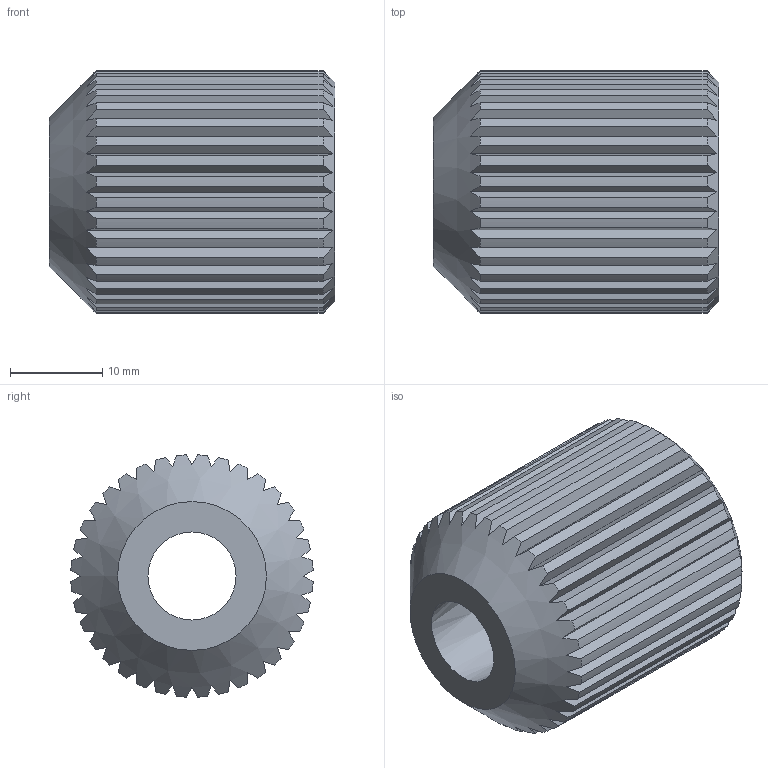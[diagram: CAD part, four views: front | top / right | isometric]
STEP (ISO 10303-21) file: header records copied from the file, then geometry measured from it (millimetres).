
FILE_DESCRIPTION(/* description */ (''),/* implementation_level */ '2;1');
FILE_NAME(/* name */ 'tapered_nut.step',/* time_stamp */ '2021-05-17T15:08:25-07:00',/* author */ (''),/* organization */ (''),/* preprocessor_version */ 'ST-DEVELOPER v18.1',/* originating_system */ 'Autodesk Translation Framework v10.6.0.1341',/* authorisation */ '');
FILE_SCHEMA (('AUTOMOTIVE_DESIGN { 1 0 10303 214 3 1 1 }'));
Length unit declared in the file: inch
Products named in the file (2): forehead_slider; taper nut
Assembly tree (1 placements, depth 2):
  forehead_slider
    taper nut
Bounding box: 30.93 x 26.26 x 26.26 mm (x, y, z)
Volume: 11391.3 mm3; surface area: 5800 mm2
Topology: 1 solids, 1 shells, 140 faces, 409 edges, 271 vertices
Faces by surface type: plane 75, cylinder 59, cone 3, bspline 3
Full cylindrical faces by diameter (mm): 12.86 x10, 14.287 x10
Entity records: 7067 total; most frequent: CARTESIAN_POINT 3703, ORIENTED_EDGE 818, DIRECTION 578, EDGE_CURVE 409, VERTEX_POINT 271, AXIS2_PLACEMENT_3D 223, EDGE_LOOP 142, FACE_OUTER_BOUND 140
